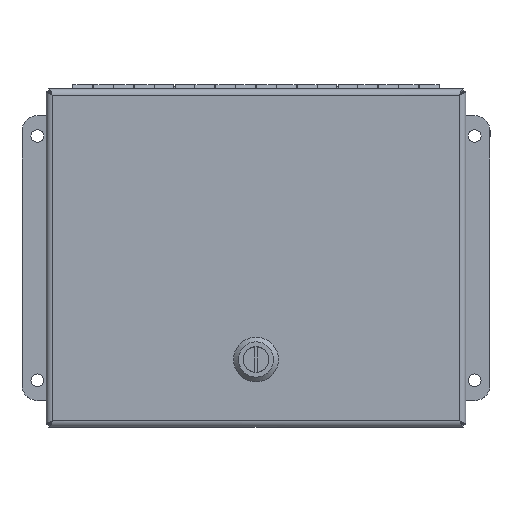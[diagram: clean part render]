
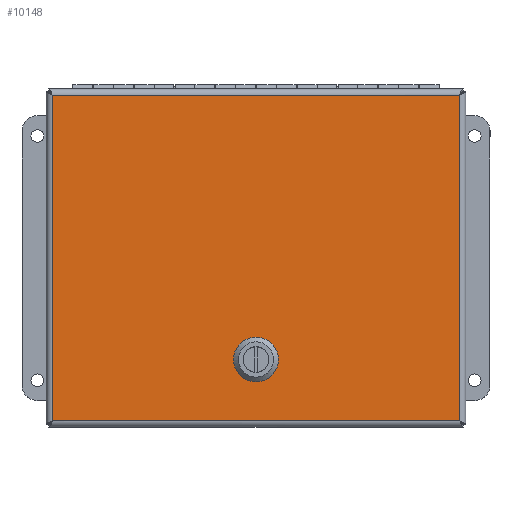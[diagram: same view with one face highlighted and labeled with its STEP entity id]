
A CAD part, top view. The second image highlights one B-rep face of the part: STEP entity #10148.
In plain terms, the highlighted face is planar.
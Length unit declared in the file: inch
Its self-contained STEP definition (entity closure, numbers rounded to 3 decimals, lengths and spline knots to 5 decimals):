
#237=FACE_BOUND('',#1507,.T.);
#533=PLANE('',#10780);
#892=FACE_OUTER_BOUND('',#1506,.T.);
#1506=EDGE_LOOP('',(#6910,#6911,#6912,#6913));
#1507=EDGE_LOOP('',(#6914,#6915,#6916,#6917,#6918,#6919,#6920,#6921));
#2201=LINE('',#14628,#3130);
#2205=LINE('',#14640,#3134);
#2209=LINE('',#14652,#3138);
#2213=LINE('',#14663,#3142);
#2216=LINE('',#14678,#3145);
#2232=LINE('',#14780,#3161);
#2247=LINE('',#14880,#3176);
#2262=LINE('',#14979,#3191);
#3130=VECTOR('',#11731,0.41231);
#3134=VECTOR('',#11743,0.41231);
#3138=VECTOR('',#11755,0.41231);
#3142=VECTOR('',#11767,0.41231);
#3145=VECTOR('',#11772,10.007);
#3161=VECTOR('',#11802,8.007);
#3176=VECTOR('',#11831,10.007);
#3191=VECTOR('',#11860,8.007);
#4057=CIRCLE('',#10737,0.45);
#4059=CIRCLE('',#10741,0.45);
#4061=CIRCLE('',#10745,0.45);
#4063=CIRCLE('',#10749,0.45);
#4411=VERTEX_POINT('',#14618);
#4412=VERTEX_POINT('',#14619);
#4415=VERTEX_POINT('',#14627);
#4417=VERTEX_POINT('',#14633);
#4419=VERTEX_POINT('',#14639);
#4421=VERTEX_POINT('',#14645);
#4423=VERTEX_POINT('',#14651);
#4425=VERTEX_POINT('',#14657);
#4429=VERTEX_POINT('',#14669);
#4430=VERTEX_POINT('',#14677);
#4441=VERTEX_POINT('',#14772);
#4451=VERTEX_POINT('',#14872);
#5315=EDGE_CURVE('',#4411,#4412,#4057,.T.);
#5319=EDGE_CURVE('',#4415,#4411,#2201,.T.);
#5322=EDGE_CURVE('',#4417,#4415,#4059,.T.);
#5325=EDGE_CURVE('',#4419,#4417,#2205,.T.);
#5328=EDGE_CURVE('',#4421,#4419,#4061,.T.);
#5331=EDGE_CURVE('',#4423,#4421,#2209,.T.);
#5334=EDGE_CURVE('',#4425,#4423,#4063,.T.);
#5337=EDGE_CURVE('',#4412,#4425,#2213,.T.);
#5341=EDGE_CURVE('',#4430,#4429,#2216,.T.);
#5361=EDGE_CURVE('',#4429,#4441,#2232,.T.);
#5380=EDGE_CURVE('',#4441,#4451,#2247,.T.);
#5399=EDGE_CURVE('',#4451,#4430,#2262,.T.);
#6910=ORIENTED_EDGE('',*,*,#5341,.T.);
#6911=ORIENTED_EDGE('',*,*,#5361,.T.);
#6912=ORIENTED_EDGE('',*,*,#5380,.T.);
#6913=ORIENTED_EDGE('',*,*,#5399,.T.);
#6914=ORIENTED_EDGE('',*,*,#5315,.T.);
#6915=ORIENTED_EDGE('',*,*,#5337,.T.);
#6916=ORIENTED_EDGE('',*,*,#5334,.T.);
#6917=ORIENTED_EDGE('',*,*,#5331,.T.);
#6918=ORIENTED_EDGE('',*,*,#5328,.T.);
#6919=ORIENTED_EDGE('',*,*,#5325,.T.);
#6920=ORIENTED_EDGE('',*,*,#5322,.T.);
#6921=ORIENTED_EDGE('',*,*,#5319,.T.);
#10148=ADVANCED_FACE('',(#892,#237),#533,.F.);
#10737=AXIS2_PLACEMENT_3D('',#14620,#11723,#11724);
#10741=AXIS2_PLACEMENT_3D('',#14634,#11736,#11737);
#10745=AXIS2_PLACEMENT_3D('',#14646,#11748,#11749);
#10749=AXIS2_PLACEMENT_3D('',#14658,#11760,#11761);
#10780=AXIS2_PLACEMENT_3D('',#15065,#11885,#11886);
#11723=DIRECTION('center_axis',(0.,0.,1.));
#11724=DIRECTION('ref_axis',(-0.889,0.458,0.));
#11731=DIRECTION('',(-1.,0.,0.));
#11736=DIRECTION('center_axis',(0.,0.,1.));
#11737=DIRECTION('ref_axis',(0.458,0.889,0.));
#11743=DIRECTION('',(0.,1.,0.));
#11748=DIRECTION('center_axis',(0.,0.,1.));
#11749=DIRECTION('ref_axis',(0.889,-0.458,0.));
#11755=DIRECTION('',(1.,0.,0.));
#11760=DIRECTION('center_axis',(0.,0.,1.));
#11761=DIRECTION('ref_axis',(-0.458,-0.889,0.));
#11767=DIRECTION('',(0.,-1.,0.));
#11772=DIRECTION('',(0.,-1.,0.));
#11802=DIRECTION('',(-1.,0.,0.));
#11831=DIRECTION('',(0.,1.,0.));
#11860=DIRECTION('',(1.,0.,0.));
#11885=DIRECTION('center_axis',(0.,0.,1.));
#11886=DIRECTION('ref_axis',(1.,0.,0.));
#14618=CARTESIAN_POINT('',(6.44634,5.55625,0.));
#14619=CARTESIAN_POINT('',(6.2525,5.36241,0.));
#14620=CARTESIAN_POINT('Origin',(6.6525,5.15625,0.));
#14627=CARTESIAN_POINT('',(6.85866,5.55625,0.));
#14628=CARTESIAN_POINT('',(5.50745,5.55625,0.));
#14633=CARTESIAN_POINT('',(7.0525,5.36241,0.));
#14634=CARTESIAN_POINT('Origin',(6.6525,5.15625,0.));
#14639=CARTESIAN_POINT('',(7.0525,4.95009,0.));
#14640=CARTESIAN_POINT('',(7.0525,5.05317,0.));
#14645=CARTESIAN_POINT('',(6.85866,4.75625,0.));
#14646=CARTESIAN_POINT('Origin',(6.6525,5.15625,0.));
#14651=CARTESIAN_POINT('',(6.44634,4.75625,0.));
#14652=CARTESIAN_POINT('',(5.3013,4.75625,0.));
#14657=CARTESIAN_POINT('',(6.2525,4.95009,0.));
#14658=CARTESIAN_POINT('Origin',(6.6525,5.15625,0.));
#14663=CARTESIAN_POINT('',(6.2525,5.25933,0.));
#14669=CARTESIAN_POINT('',(8.15975,0.15275,0.));
#14677=CARTESIAN_POINT('',(8.15975,10.15975,0.));
#14678=CARTESIAN_POINT('',(8.15975,7.658,0.));
#14772=CARTESIAN_POINT('',(0.15275,0.15275,0.));
#14780=CARTESIAN_POINT('',(6.158,0.15275,0.));
#14872=CARTESIAN_POINT('',(0.15275,10.15975,0.));
#14880=CARTESIAN_POINT('',(0.15275,2.6545,0.));
#14979=CARTESIAN_POINT('',(2.1545,10.15975,0.));
#15065=CARTESIAN_POINT('Origin',(4.15625,5.15625,0.));
